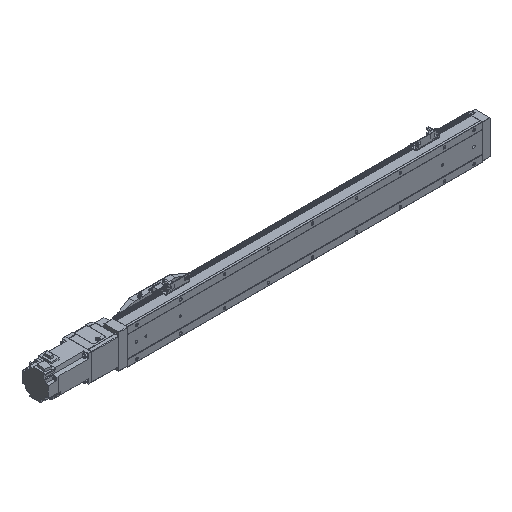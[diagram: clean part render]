
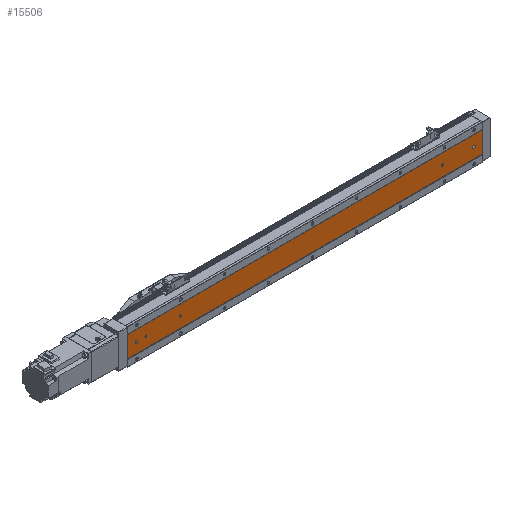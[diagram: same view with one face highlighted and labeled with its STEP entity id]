
A CAD part, isometric view. The second image highlights one B-rep face of the part: STEP entity #15506.
In plain terms, the highlighted planar face has unit normal (0, -1, 0).
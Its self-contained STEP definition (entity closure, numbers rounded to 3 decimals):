
#199 = AXIS2_PLACEMENT_3D ( 'NONE', #11270, #24952, #25233 ) ;
#357 = ORIENTED_EDGE ( 'NONE', *, *, #1702, .F. ) ;
#456 = VERTEX_POINT ( 'NONE', #20680 ) ;
#482 = EDGE_LOOP ( 'NONE', ( #1368, #8348, #12921, #21264 ) ) ;
#575 = CARTESIAN_POINT ( 'NONE',  ( 808., 1., -23.876 ) ) ;
#664 = CARTESIAN_POINT ( 'NONE',  ( 808., 1., 23.876 ) ) ;
#932 = EDGE_LOOP ( 'NONE', ( #13678, #4428 ) ) ;
#1243 = VERTEX_POINT ( 'NONE', #13766 ) ;
#1343 = VERTEX_POINT ( 'NONE', #23775 ) ;
#1368 = ORIENTED_EDGE ( 'NONE', *, *, #20722, .T. ) ;
#1388 = VERTEX_POINT ( 'NONE', #575 ) ;
#1473 = EDGE_CURVE ( 'NONE', #1243, #17377, #5586, .T. ) ;
#1702 = EDGE_CURVE ( 'NONE', #456, #6250, #7032, .T. ) ;
#1893 = DIRECTION ( 'NONE',  ( 0., -1., 0. ) ) ;
#2036 = DIRECTION ( 'NONE',  ( 0., 0., 1. ) ) ;
#2091 = LINE ( 'NONE', #29403, #4221 ) ;
#2435 = CARTESIAN_POINT ( 'NONE',  ( 787., 1., 2.5 ) ) ;
#2556 = VECTOR ( 'NONE', #25094, 1000. ) ;
#3550 = DIRECTION ( 'NONE',  ( 0., 0., 1. ) ) ;
#4084 = CIRCLE ( 'NONE', #15200, 2.5 ) ;
#4172 = CARTESIAN_POINT ( 'NONE',  ( 808., 1., 2.5 ) ) ;
#4221 = VECTOR ( 'NONE', #4351, 1000. ) ;
#4351 = DIRECTION ( 'NONE',  ( 1., 0., 0. ) ) ;
#4428 = ORIENTED_EDGE ( 'NONE', *, *, #8385, .F. ) ;
#4671 = EDGE_CURVE ( 'NONE', #16344, #9430, #17017, .T. ) ;
#5586 = CIRCLE ( 'NONE', #14315, 2.1 ) ;
#5764 = VERTEX_POINT ( 'NONE', #18722 ) ;
#6250 = VERTEX_POINT ( 'NONE', #19570 ) ;
#6322 = LINE ( 'NONE', #15564, #16607 ) ;
#6419 = ORIENTED_EDGE ( 'NONE', *, *, #29454, .F. ) ;
#6513 = ORIENTED_EDGE ( 'NONE', *, *, #12782, .F. ) ;
#6873 = CARTESIAN_POINT ( 'NONE',  ( 808., 1., -23.876 ) ) ;
#7032 = CIRCLE ( 'NONE', #29308, 2.5 ) ;
#7130 = CARTESIAN_POINT ( 'NONE',  ( 41.75, 1., 0. ) ) ;
#7178 = DIRECTION ( 'NONE',  ( 0., -1., 0. ) ) ;
#7194 = AXIS2_PLACEMENT_3D ( 'NONE', #27402, #15861, #11320 ) ;
#7337 = ORIENTED_EDGE ( 'NONE', *, *, #27161, .F. ) ;
#7681 = VERTEX_POINT ( 'NONE', #10346 ) ;
#8321 = AXIS2_PLACEMENT_3D ( 'NONE', #20723, #13285, #20420 ) ;
#8348 = ORIENTED_EDGE ( 'NONE', *, *, #24534, .F. ) ;
#8385 = EDGE_CURVE ( 'NONE', #17377, #1243, #14770, .T. ) ;
#8451 = CARTESIAN_POINT ( 'NONE',  ( 808., 1., 23.876 ) ) ;
#8758 = FACE_BOUND ( 'NONE', #11243, .T. ) ;
#9430 = VERTEX_POINT ( 'NONE', #10314 ) ;
#9950 = EDGE_CURVE ( 'NONE', #1343, #17152, #2091, .T. ) ;
#9971 = VERTEX_POINT ( 'NONE', #27417 ) ;
#10012 = CIRCLE ( 'NONE', #11921, 2.1 ) ;
#10086 = DIRECTION ( 'NONE',  ( 0., 0., 1. ) ) ;
#10298 = DIRECTION ( 'NONE',  ( 0., -1., 0. ) ) ;
#10313 = EDGE_LOOP ( 'NONE', ( #357, #22203 ) ) ;
#10314 = CARTESIAN_POINT ( 'NONE',  ( 0., 1., 23.876 ) ) ;
#10346 = CARTESIAN_POINT ( 'NONE',  ( 716.45, 1., -2.1 ) ) ;
#10384 = CARTESIAN_POINT ( 'NONE',  ( 716.45, 1., 0. ) ) ;
#10577 = CIRCLE ( 'NONE', #26081, 2.5 ) ;
#10720 = VERTEX_POINT ( 'NONE', #2435 ) ;
#11006 = EDGE_LOOP ( 'NONE', ( #6419, #17702 ) ) ;
#11243 = EDGE_LOOP ( 'NONE', ( #21730, #7337, #12913, #23693 ) ) ;
#11270 = CARTESIAN_POINT ( 'NONE',  ( 789., 1., 0. ) ) ;
#11320 = DIRECTION ( 'NONE',  ( 0., 0., 1. ) ) ;
#11432 = LINE ( 'NONE', #4172, #21453 ) ;
#11467 = FACE_BOUND ( 'NONE', #932, .T. ) ;
#11718 = CARTESIAN_POINT ( 'NONE',  ( 20., 1., 0. ) ) ;
#11921 = AXIS2_PLACEMENT_3D ( 'NONE', #10384, #17040, #3550 ) ;
#12082 = DIRECTION ( 'NONE',  ( 0., 0., 1. ) ) ;
#12329 = DIRECTION ( 'NONE',  ( 0., -1., 0. ) ) ;
#12589 = CARTESIAN_POINT ( 'NONE',  ( 120., 1., 0. ) ) ;
#12782 = EDGE_CURVE ( 'NONE', #24632, #7681, #26195, .T. ) ;
#12913 = ORIENTED_EDGE ( 'NONE', *, *, #15976, .F. ) ;
#12921 = ORIENTED_EDGE ( 'NONE', *, *, #23914, .F. ) ;
#13285 = DIRECTION ( 'NONE',  ( 0., 1., 0. ) ) ;
#13678 = ORIENTED_EDGE ( 'NONE', *, *, #1473, .F. ) ;
#13766 = CARTESIAN_POINT ( 'NONE',  ( 41.75, 1., -2.1 ) ) ;
#13860 = CARTESIAN_POINT ( 'NONE',  ( 789., 1., -2.5 ) ) ;
#14276 = CARTESIAN_POINT ( 'NONE',  ( 716.45, 1., 0. ) ) ;
#14315 = AXIS2_PLACEMENT_3D ( 'NONE', #27216, #1893, #2036 ) ;
#14693 = DIRECTION ( 'NONE',  ( 0., 0., 1. ) ) ;
#14770 = CIRCLE ( 'NONE', #21079, 2.1 ) ;
#14849 = CARTESIAN_POINT ( 'NONE',  ( 787., 1., 0. ) ) ;
#15200 = AXIS2_PLACEMENT_3D ( 'NONE', #28111, #12329, #10086 ) ;
#15506 = ADVANCED_FACE ( 'NONE', ( #23010, #11467, #18298, #20275, #29530, #8758 ), #27550, .F. ) ;
#15564 = CARTESIAN_POINT ( 'NONE',  ( 0., 1., 23.876 ) ) ;
#15751 = CIRCLE ( 'NONE', #22070, 2.5 ) ;
#15850 = CARTESIAN_POINT ( 'NONE',  ( 20., 1., 2.5 ) ) ;
#15861 = DIRECTION ( 'NONE',  ( 0., -1., 0. ) ) ;
#15976 = EDGE_CURVE ( 'NONE', #9971, #10720, #11432, .T. ) ;
#16344 = VERTEX_POINT ( 'NONE', #22930 ) ;
#16607 = VECTOR ( 'NONE', #24845, 1000. ) ;
#17017 = LINE ( 'NONE', #664, #23786 ) ;
#17040 = DIRECTION ( 'NONE',  ( 0., -1., 0. ) ) ;
#17152 = VERTEX_POINT ( 'NONE', #13860 ) ;
#17377 = VERTEX_POINT ( 'NONE', #21878 ) ;
#17702 = ORIENTED_EDGE ( 'NONE', *, *, #28981, .F. ) ;
#17975 = LINE ( 'NONE', #8451, #18078 ) ;
#18078 = VECTOR ( 'NONE', #22394, 1000. ) ;
#18298 = FACE_BOUND ( 'NONE', #22845, .T. ) ;
#18722 = CARTESIAN_POINT ( 'NONE',  ( 20., 1., -2.5 ) ) ;
#19570 = CARTESIAN_POINT ( 'NONE',  ( 120., 1., 2.5 ) ) ;
#19751 = CIRCLE ( 'NONE', #7194, 2.5 ) ;
#20275 = FACE_BOUND ( 'NONE', #11006, .T. ) ;
#20420 = DIRECTION ( 'NONE',  ( 1., 0., 0. ) ) ;
#20680 = CARTESIAN_POINT ( 'NONE',  ( 120., 1., -2.5 ) ) ;
#20722 = EDGE_CURVE ( 'NONE', #9430, #27787, #6322, .T. ) ;
#20723 = CARTESIAN_POINT ( 'NONE',  ( 808., 1., 23.876 ) ) ;
#21079 = AXIS2_PLACEMENT_3D ( 'NONE', #7130, #26064, #12082 ) ;
#21115 = DIRECTION ( 'NONE',  ( 0., 0., 1. ) ) ;
#21264 = ORIENTED_EDGE ( 'NONE', *, *, #4671, .T. ) ;
#21453 = VECTOR ( 'NONE', #29943, 1000. ) ;
#21585 = DIRECTION ( 'NONE',  ( 0., -1., 0. ) ) ;
#21730 = ORIENTED_EDGE ( 'NONE', *, *, #9950, .F. ) ;
#21866 = DIRECTION ( 'NONE',  ( 0., 0., 1. ) ) ;
#21878 = CARTESIAN_POINT ( 'NONE',  ( 41.75, 1., 2.1 ) ) ;
#22070 = AXIS2_PLACEMENT_3D ( 'NONE', #14849, #10298, #14693 ) ;
#22203 = ORIENTED_EDGE ( 'NONE', *, *, #23133, .F. ) ;
#22394 = DIRECTION ( 'NONE',  ( 0., 0., -1. ) ) ;
#22845 = EDGE_LOOP ( 'NONE', ( #23929, #6513 ) ) ;
#22930 = CARTESIAN_POINT ( 'NONE',  ( 808., 1., 23.876 ) ) ;
#23010 = FACE_OUTER_BOUND ( 'NONE', #482, .T. ) ;
#23121 = VERTEX_POINT ( 'NONE', #15850 ) ;
#23125 = DIRECTION ( 'NONE',  ( 0., 0., 1. ) ) ;
#23133 = EDGE_CURVE ( 'NONE', #6250, #456, #4084, .T. ) ;
#23456 = CIRCLE ( 'NONE', #199, 2.5 ) ;
#23693 = ORIENTED_EDGE ( 'NONE', *, *, #25690, .F. ) ;
#23775 = CARTESIAN_POINT ( 'NONE',  ( 787., 1., -2.5 ) ) ;
#23786 = VECTOR ( 'NONE', #26284, 1000. ) ;
#23914 = EDGE_CURVE ( 'NONE', #16344, #1388, #17975, .T. ) ;
#23929 = ORIENTED_EDGE ( 'NONE', *, *, #28012, .F. ) ;
#24534 = EDGE_CURVE ( 'NONE', #1388, #27787, #27640, .T. ) ;
#24632 = VERTEX_POINT ( 'NONE', #25981 ) ;
#24683 = CARTESIAN_POINT ( 'NONE',  ( 0., 1., -23.876 ) ) ;
#24845 = DIRECTION ( 'NONE',  ( 0., 0., -1. ) ) ;
#24952 = DIRECTION ( 'NONE',  ( 0., -1., 0. ) ) ;
#25094 = DIRECTION ( 'NONE',  ( -1., 0., 0. ) ) ;
#25233 = DIRECTION ( 'NONE',  ( 0., 0., 1. ) ) ;
#25690 = EDGE_CURVE ( 'NONE', #17152, #9971, #23456, .T. ) ;
#25707 = AXIS2_PLACEMENT_3D ( 'NONE', #14276, #7178, #21115 ) ;
#25845 = DIRECTION ( 'NONE',  ( 0., -1., 0. ) ) ;
#25981 = CARTESIAN_POINT ( 'NONE',  ( 716.45, 1., 2.1 ) ) ;
#26064 = DIRECTION ( 'NONE',  ( 0., -1., 0. ) ) ;
#26081 = AXIS2_PLACEMENT_3D ( 'NONE', #11718, #25845, #23125 ) ;
#26195 = CIRCLE ( 'NONE', #25707, 2.1 ) ;
#26284 = DIRECTION ( 'NONE',  ( -1., 0., 0. ) ) ;
#27161 = EDGE_CURVE ( 'NONE', #10720, #1343, #15751, .T. ) ;
#27216 = CARTESIAN_POINT ( 'NONE',  ( 41.75, 1., 0. ) ) ;
#27402 = CARTESIAN_POINT ( 'NONE',  ( 20., 1., 0. ) ) ;
#27417 = CARTESIAN_POINT ( 'NONE',  ( 789., 1., 2.5 ) ) ;
#27550 = PLANE ( 'NONE',  #8321 ) ;
#27640 = LINE ( 'NONE', #6873, #2556 ) ;
#27787 = VERTEX_POINT ( 'NONE', #24683 ) ;
#28012 = EDGE_CURVE ( 'NONE', #7681, #24632, #10012, .T. ) ;
#28111 = CARTESIAN_POINT ( 'NONE',  ( 120., 1., 0. ) ) ;
#28981 = EDGE_CURVE ( 'NONE', #23121, #5764, #19751, .T. ) ;
#29308 = AXIS2_PLACEMENT_3D ( 'NONE', #12589, #21585, #21866 ) ;
#29403 = CARTESIAN_POINT ( 'NONE',  ( 808., 1., -2.5 ) ) ;
#29454 = EDGE_CURVE ( 'NONE', #5764, #23121, #10577, .T. ) ;
#29530 = FACE_BOUND ( 'NONE', #10313, .T. ) ;
#29943 = DIRECTION ( 'NONE',  ( -1., 0., 0. ) ) ;
